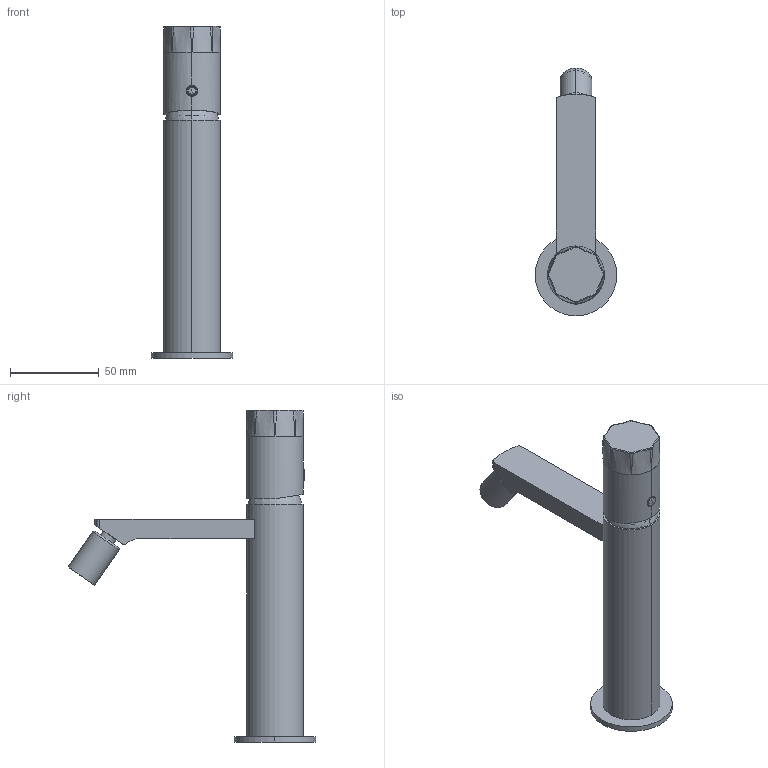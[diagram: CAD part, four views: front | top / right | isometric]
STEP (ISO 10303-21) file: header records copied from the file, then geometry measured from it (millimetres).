
FILE_DESCRIPTION(('CATIA V5 STEP Exchange','CAx-IF Rec.Pracs.--- Model Styling and Organization---1.5--- 2016-08-15','CAx-IF Rec.Pracs.---Supplemental Geometry---1.0---2011-11-01','CAx-IF Rec.Pracs.--- Composite Materials ---3.4---2017-06-13','CAx-IF Rec.Pracs.---Tessellated 3D Geometry---1.0---2015-12-17'),'2;1');
FILE_NAME('X6 00056.stp','2022-09-16T06:29:15+00:00',('none'),('none'),'CATIA Version 5-6 Release 2020 SP2','CATIA V5 STEP AP242 v2','none');
FILE_SCHEMA(('AP242_MANAGED_MODEL_BASED_3D_ENGINEERING_MIM_LF {1 0 10303 442 1 1 4}'));
Length unit declared in the file: millimetre
Products named in the file (13): X6 00056; PR9C294; P47408; P41086; P46863; P47329; P47332; PR9C154; P9C158; P50533; PR9D171; P47573; P53050
Assembly tree (13 placements, depth 3):
  X6 00056
    PR9C294
      P47408
    P41086  x2
    P46863
    P47329
    P47332
    PR9C154
    P9C158
    P50533
    PR9D171
      P47573
      P53050
Bounding box: 46 x 139.41 x 187 mm (x, y, z)
Volume: 114453.2 mm3; surface area: 53124 mm2
Topology: 14 solids, 2368 shells, 2883 faces, 13764 edges, 13259 vertices
Faces by surface type: plane 1810, cylinder 677, bspline 212, cone 105, torus 71, sphere 6, revolution 2
Entity records: 158271 total; most frequent: CARTESIAN_POINT 60451, ORIENTED_EDGE 14775, EDGE_CURVE 13699, VERTEX_POINT 13235, DIRECTION 12776, VECTOR 6755, LINE 6755, B_SPLINE_CURVE_WITH_KNOTS 5733
